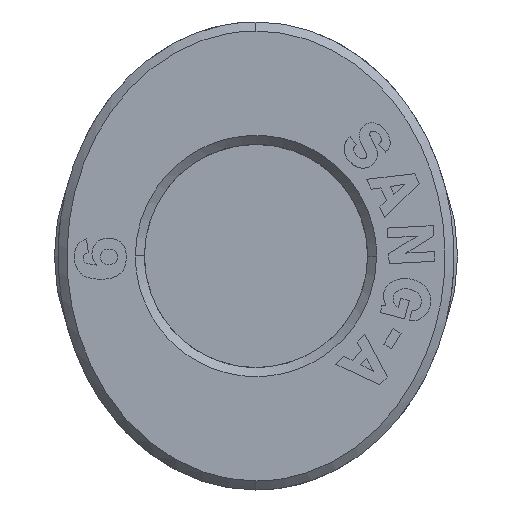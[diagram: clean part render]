
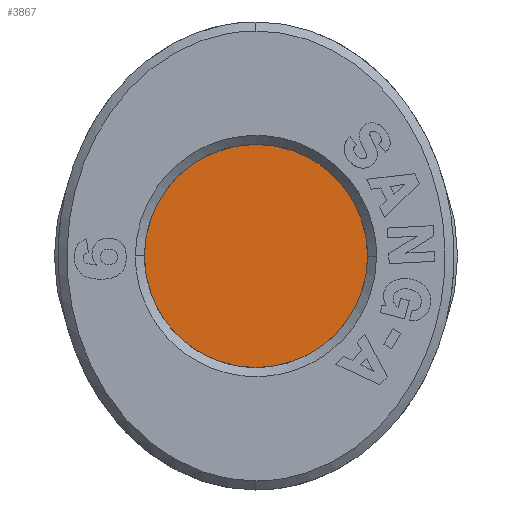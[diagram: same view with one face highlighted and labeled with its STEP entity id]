
A CAD part, left-side view. The second image highlights one B-rep face of the part: STEP entity #3867.
In plain terms, the highlighted planar face has unit normal (-1, 0, 0).
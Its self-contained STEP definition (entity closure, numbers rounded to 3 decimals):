
#850 = CARTESIAN_POINT ( 'NONE',  ( -7.5, 0., 0. ) ) ;
#994 = AXIS2_PLACEMENT_3D ( 'NONE', #1713, #6445, #3668 ) ;
#1012 = CIRCLE ( 'NONE', #5339, 3.1 ) ;
#1021 = ORIENTED_EDGE ( 'NONE', *, *, #1044, .T. ) ;
#1044 = EDGE_CURVE ( 'NONE', #5082, #1740, #1012, .T. ) ;
#1695 = DIRECTION ( 'NONE',  ( 0., 0., -1. ) ) ;
#1713 = CARTESIAN_POINT ( 'NONE',  ( -7.5, 0., 0. ) ) ;
#1740 = VERTEX_POINT ( 'NONE', #2741 ) ;
#1750 = PLANE ( 'NONE',  #6704 ) ;
#2201 = DIRECTION ( 'NONE',  ( 0., 1., 0. ) ) ;
#2255 = CIRCLE ( 'NONE', #994, 3.1 ) ;
#2367 = CARTESIAN_POINT ( 'NONE',  ( -7.5, -3.1, 0. ) ) ;
#2741 = CARTESIAN_POINT ( 'NONE',  ( -7.5, 3.1, 0. ) ) ;
#3067 = CARTESIAN_POINT ( 'NONE',  ( -7.5, 0., 0. ) ) ;
#3668 = DIRECTION ( 'NONE',  ( 0., 1., 0. ) ) ;
#3742 = DIRECTION ( 'NONE',  ( 1., 0., 0. ) ) ;
#3867 = ADVANCED_FACE ( 'NONE', ( #4124 ), #1750, .F. ) ;
#4124 = FACE_OUTER_BOUND ( 'NONE', #7126, .T. ) ;
#4637 = ORIENTED_EDGE ( 'NONE', *, *, #5694, .T. ) ;
#5082 = VERTEX_POINT ( 'NONE', #2367 ) ;
#5339 = AXIS2_PLACEMENT_3D ( 'NONE', #850, #6909, #2201 ) ;
#5694 = EDGE_CURVE ( 'NONE', #1740, #5082, #2255, .T. ) ;
#6445 = DIRECTION ( 'NONE',  ( -1., 0., 0. ) ) ;
#6704 = AXIS2_PLACEMENT_3D ( 'NONE', #3067, #3742, #1695 ) ;
#6909 = DIRECTION ( 'NONE',  ( -1., 0., 0. ) ) ;
#7126 = EDGE_LOOP ( 'NONE', ( #4637, #1021 ) ) ;
